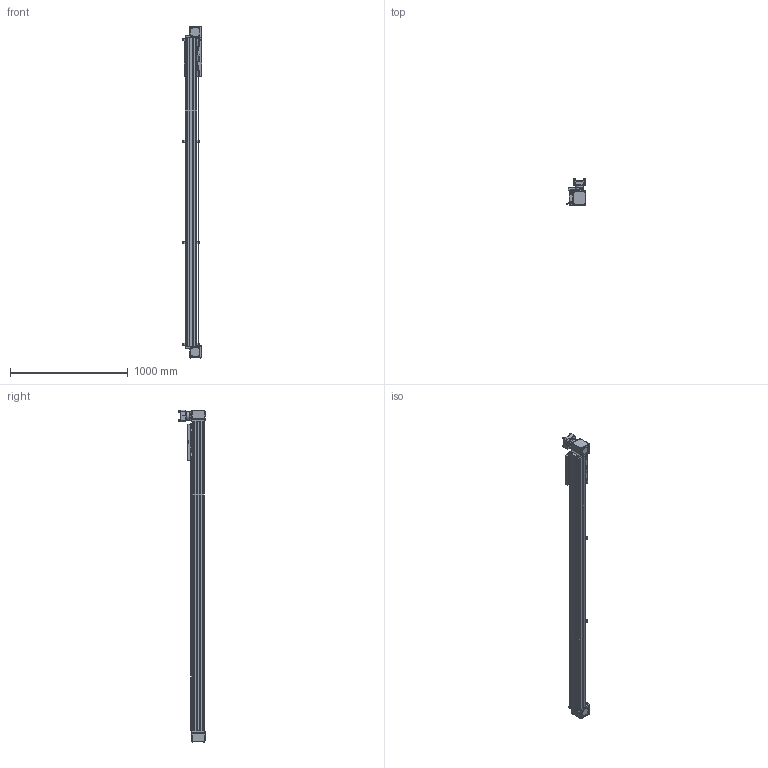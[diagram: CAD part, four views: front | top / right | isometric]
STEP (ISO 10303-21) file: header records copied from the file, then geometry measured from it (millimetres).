
FILE_DESCRIPTION (( 'STEP AP203' ), '1' );
FILE_NAME ('MXB63P_BWS50_SK90.000_MXB-495151-1.step', '2025-08-15T12:50:41', ( '' ), ( '' ), 'SwSTEP 2.0', 'SolidWorks 2024', '' );
FILE_SCHEMA (( 'CONFIG_CONTROL_DESIGN' ));
Length unit declared in the file: inch
Products named in the file (6): 81639802_MXB63P_BWS50_SK90.000_MXB-495151-1; MXB63P_BWS50_SK90.000_MXB-495151-1; tempJoin0_44109204_MXB63P_BWS50_SK90.000_MXB-495151-1; 85639801_MXB63P_BWS50_SK90.000_MXB-495151-1; tempJoin5_45109055_MXB63P_BWS50_SK90.000_MXB-495151-1; Base_MXB63P_BWS50_SK90.000_MXB-495151-1
Assembly tree (12 placements, depth 2):
  MXB63P_BWS50_SK90.000_MXB-495151-1
    85639801_MXB63P_BWS50_SK90.000_MXB-495151-1
    81639802_MXB63P_BWS50_SK90.000_MXB-495151-1  x8
    tempJoin0_44109204_MXB63P_BWS50_SK90.000_MXB-495151-1
    tempJoin5_45109055_MXB63P_BWS50_SK90.000_MXB-495151-1
    Base_MXB63P_BWS50_SK90.000_MXB-495151-1
Bounding box: 168.18 x 228.28 x 2824.63 mm (x, y, z)
Volume: 30342194.1 mm3; surface area: 2625532.5 mm2
Topology: 12 solids, 42 shells, 3012 faces, 7585 edges, 4756 vertices
Faces by surface type: plane 1744, cylinder 885, cone 129, sphere 124, torus 104, bspline 26
Full cylindrical faces by diameter (mm): 2.794 x8, 3.454 x1, 3.5 x8, 4 x13, 4.2 x17, 4.318 x1, 4.572 x2, 4.907 x4, 5 x8, 5.29 x12, 5.69 x4, 6 x12, 6.858 x4, 7 x17, 7.937 x2, 7.938 x6, 8 x10, 8.499 x4, 8.5 x6, 9.25 x4, 9.5 x20, 9.53 x2, 9.563 x2, 10 x16, 10.025 x4, 10.72 x8, 10.795 x4, 11.1 x8, 11.112 x4, 12.7 x2
Entity records: 77606 total; most frequent: CARTESIAN_POINT 15352, DIRECTION 12911, ORIENTED_EDGE 12056, EDGE_CURVE 6028, AXIS2_PLACEMENT_3D 4421, VERTEX_POINT 4094, VECTOR 4069, LINE 4069
